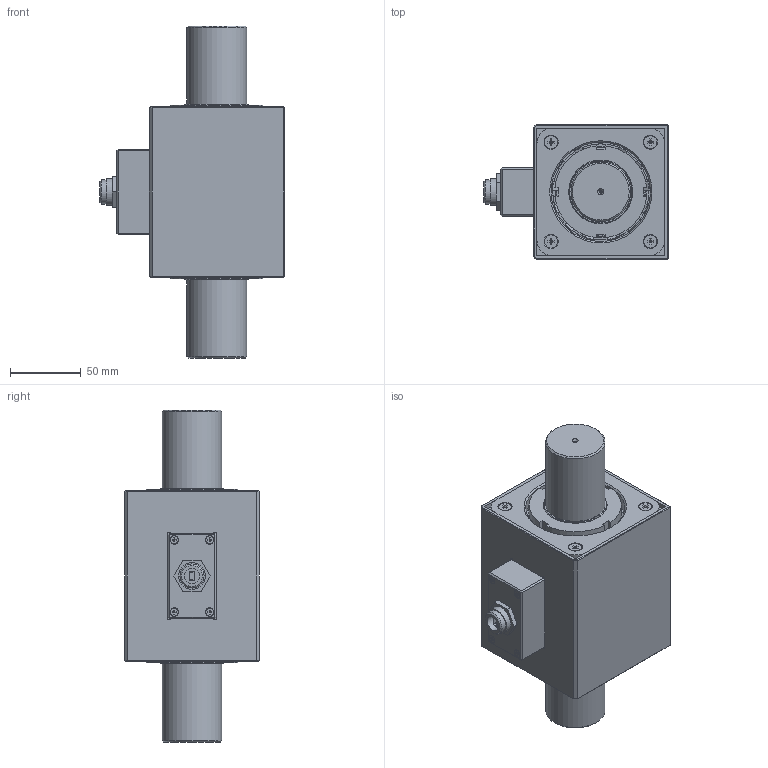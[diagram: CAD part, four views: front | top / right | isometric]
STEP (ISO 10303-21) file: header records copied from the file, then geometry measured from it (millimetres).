
FILE_DESCRIPTION( ( 'Unknown' ), '1' );
FILE_NAME( 'Dr3000-1000Nm.stp', 'Unknown', ( 'Unknown' ), ( 'Unknown' ), 'PSStep 17.0.49', 'Unknown', ' ' );
FILE_SCHEMA( ( 'AUTOMOTIVE_DESIGN { 1 0 10303 214 1 1 1 1 }' ) );
Length unit declared in the file: millimetre
Products named in the file (20): 2643-B31_DOC-00080889; 2643-040_Welle; 2643-B10_Gehäusebaugruppe_DOC-00063140; 2643-030_Gehäuse_DOC-00063141; 2643-035_DOC-00063185; senkschraube din 965-m5x10-h; 2643-B03_DOC-00044358; 2643-015_DOC-00044333; Senkschraube DIN 965-M3x30-H; 2643-B14_Wellenbaugruppe; DIN 625-T1-6009-2Z_45x75x16; Nutmutter DIN 981-KM 9; Sicherungsblech DIN 5406-MB 9; Assem1; USB-Buchse_DOC-00062388; USB_DOC-00062390
Assembly tree (37 placements, depth 4):
  Assem1
    USB-Buchse_DOC-00062388
    USB_DOC-00062390
    2643-B03_DOC-00044358
      2643-015_DOC-00044333
      Senkschraube DIN 965-M3x30-H  x4
    2643-B10_Gehäusebaugruppe_DOC-00063140
      2643-030_Gehäuse_DOC-00063141
      2643-035_DOC-00063185  x2
      senkschraube din 965-m5x10-h  x8
    2643-B14_Wellenbaugruppe
      DIN 625-T1-6009-2Z_45x75x16  x2
      DIN 625-T1-6009-2Z_45x75x16  x2
      DIN 625-T1-6009-2Z_45x75x16  x2
      DIN 625-T1-6009-2Z_45x75x16  x2
      DIN 625-T1-6009-2Z_45x75x16  x2
      Nutmutter DIN 981-KM 9  x2
      Sicherungsblech DIN 5406-MB 9  x2
      2643-B31_DOC-00080889
        2643-040_Welle
Bounding box: 129.9 x 95 x 234 mm (x, y, z)
Volume: 998569.9 mm3; surface area: 253192 mm2
Topology: 33 solids, 35 shells, 871 faces, 2216 edges, 1450 vertices
Faces by surface type: plane 447, cylinder 239, cone 157, torus 28
Full cylindrical faces by diameter (mm): 2 x2, 2.387 x4, 2.459 x4, 3 x4, 3.2 x4, 4.019 x8, 4.134 x8, 5 x8, 5.3 x8, 5.6 x4, 6.647 x4, 8 x2, 9.2 x8, 10.5 x1, 11 x1, 17 x1, 19 x3, 24 x1, 42 x2, 43.917 x2, 45 x3, 51.8 x4, 56.98 x4, 64.41 x4, 67.68 x4, 67.78 x4, 67.8 x4, 70 x2, 75 x5
Entity records: 16824 total; most frequent: CARTESIAN_POINT 2826, DIRECTION 2200, ORIENTED_EDGE 1956, EDGE_CURVE 978, AXIS2_PLACEMENT_3D 835, VERTEX_POINT 713, EDGE_LOOP 630, LINE 530
